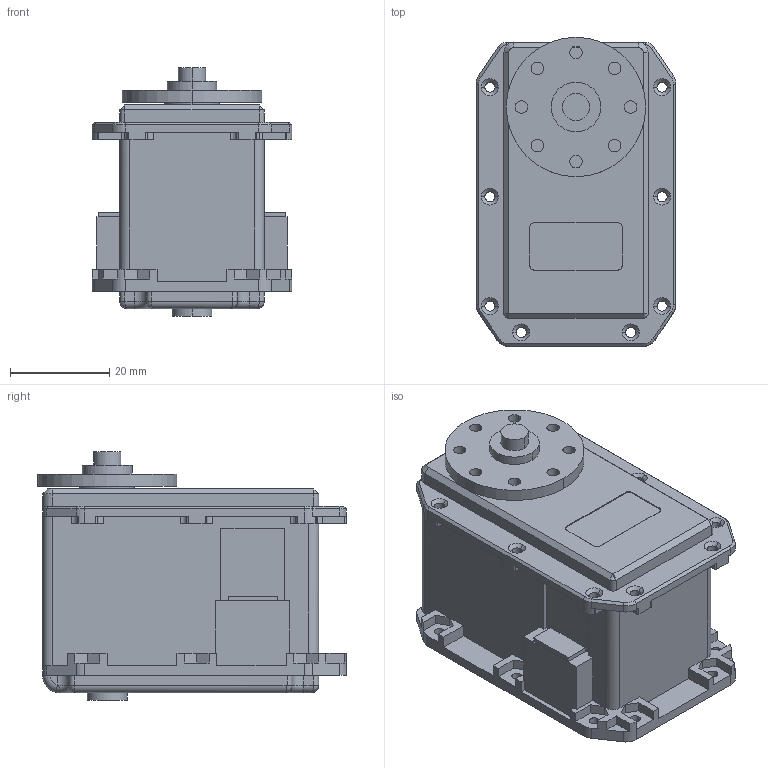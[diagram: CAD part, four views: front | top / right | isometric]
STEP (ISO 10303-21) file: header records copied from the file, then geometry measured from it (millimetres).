
FILE_DESCRIPTION((''),'2;1');
FILE_NAME('DC05_M01_DUMMY','2016-05-17T',('CHOYR'),(''),'PRO/ENGINEER BY PARAMETRIC TECHNOLOGY CORPORATION, 2013410','PRO/ENGINEER BY PARAMETRIC TECHNOLOGY CORPORATION, 2013410','');
FILE_SCHEMA(('CONFIG_CONTROL_DESIGN'));
Length unit declared in the file: millimetre
Products named in the file (1): DC05_M01_DUMMY
Bounding box: 40.2 x 62.1 x 50 mm (x, y, z)
Volume: 72104.5 mm3; surface area: 15437.8 mm2
Topology: 1 solids, 1 shells, 394 faces, 1057 edges, 674 vertices
Faces by surface type: plane 208, cylinder 144, cone 28, bspline 8, torus 6
Entity records: 12747 total; most frequent: CARTESIAN_POINT 2581, DIRECTION 2123, ORIENTED_EDGE 2110, EDGE_CURVE 1055, VECTOR 711, LINE 711, AXIS2_PLACEMENT_3D 706, VERTEX_POINT 674
